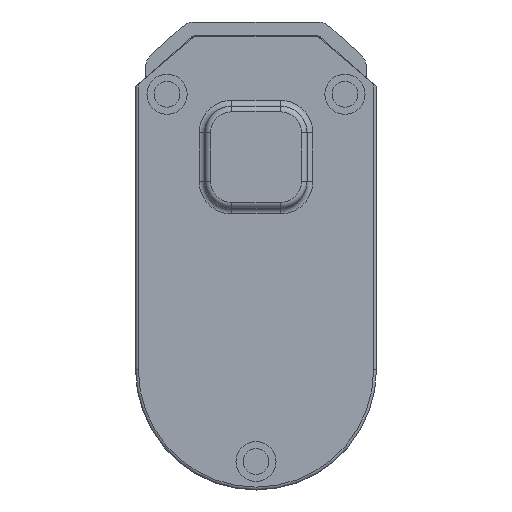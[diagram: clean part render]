
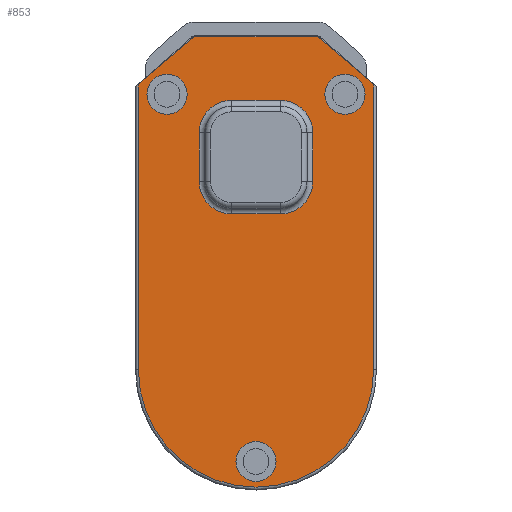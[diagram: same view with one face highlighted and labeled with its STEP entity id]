
A CAD part, front view. The second image highlights one B-rep face of the part: STEP entity #853.
In plain terms, the highlighted planar face has unit normal (0, -1, 0).
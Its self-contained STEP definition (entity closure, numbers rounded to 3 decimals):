
#1=CARTESIAN_POINT('',(4.25,0.,41.25));
#2=DIRECTION('',(0.,-1.,0.));
#3=DIRECTION('',(1.,0.,0.));
#4=AXIS2_PLACEMENT_3D('',#1,#2,#3);
#6=DIRECTION('',(-1.,0.,0.));
#7=VECTOR('',#6,8.5);
#8=CARTESIAN_POINT('',(4.25,0.,46.9));
#9=LINE('',#8,#7);
#10=CARTESIAN_POINT('',(-4.25,0.,41.25));
#11=DIRECTION('',(0.,-1.,0.));
#12=DIRECTION('',(0.,0.,1.));
#13=AXIS2_PLACEMENT_3D('',#10,#11,#12);
#15=DIRECTION('',(0.,0.,-1.));
#16=VECTOR('',#15,8.5);
#17=CARTESIAN_POINT('',(-9.9,0.,41.25));
#18=LINE('',#17,#16);
#19=CARTESIAN_POINT('',(-4.25,0.,32.75));
#20=DIRECTION('',(0.,-1.,0.));
#21=DIRECTION('',(-1.,0.,0.));
#22=AXIS2_PLACEMENT_3D('',#19,#20,#21);
#24=DIRECTION('',(1.,0.,0.));
#25=VECTOR('',#24,8.5);
#26=CARTESIAN_POINT('',(-4.25,0.,27.1));
#27=LINE('',#26,#25);
#28=CARTESIAN_POINT('',(4.25,0.,32.75));
#29=DIRECTION('',(0.,-1.,0.));
#30=DIRECTION('',(0.,0.,-1.));
#31=AXIS2_PLACEMENT_3D('',#28,#29,#30);
#33=DIRECTION('',(0.,0.,1.));
#34=VECTOR('',#33,8.5);
#35=CARTESIAN_POINT('',(9.9,0.,32.75));
#36=LINE('',#35,#34);
#37=CARTESIAN_POINT('',(0.,0.,0.));
#38=DIRECTION('',(0.,-1.,0.));
#39=DIRECTION('',(-1.,0.,0.));
#40=AXIS2_PLACEMENT_3D('',#37,#38,#39);
#42=DIRECTION('',(0.,0.,-1.));
#43=VECTOR('',#42,49.743);
#44=CARTESIAN_POINT('',(-20.5,0.,49.743));
#45=LINE('',#44,#43);
#46=DIRECTION('',(0.762,0.,0.648));
#47=VECTOR('',#46,12.137);
#48=CARTESIAN_POINT('',(-20.5,0.,49.743));
#49=LINE('',#48,#47);
#50=CARTESIAN_POINT('',(-10.491,0.,56.964));
#51=DIRECTION('',(0.,1.,0.));
#52=DIRECTION('',(-0.765,0.,0.644));
#53=AXIS2_PLACEMENT_3D('',#50,#51,#52);
#55=DIRECTION('',(1.,0.,0.));
#56=VECTOR('',#55,20.981);
#57=CARTESIAN_POINT('',(-10.491,0.,57.965));
#58=LINE('',#57,#56);
#59=CARTESIAN_POINT('',(10.491,0.,56.964));
#60=DIRECTION('',(0.,1.,0.));
#61=DIRECTION('',(0.,0.,1.));
#62=AXIS2_PLACEMENT_3D('',#59,#60,#61);
#64=DIRECTION('',(0.762,0.,-0.648));
#65=VECTOR('',#64,12.137);
#66=CARTESIAN_POINT('',(11.257,0.,57.609));
#67=LINE('',#66,#65);
#68=DIRECTION('',(0.,0.,1.));
#69=VECTOR('',#68,49.743);
#70=CARTESIAN_POINT('',(20.5,0.,0.));
#71=LINE('',#70,#69);
#72=CARTESIAN_POINT('',(15.5,0.,47.965));
#73=DIRECTION('',(0.,-1.,0.));
#74=DIRECTION('',(0.,0.,-1.));
#75=AXIS2_PLACEMENT_3D('',#72,#73,#74);
#77=CARTESIAN_POINT('',(15.5,0.,47.965));
#78=DIRECTION('',(0.,-1.,0.));
#79=DIRECTION('',(0.,0.,1.));
#80=AXIS2_PLACEMENT_3D('',#77,#78,#79);
#82=CARTESIAN_POINT('',(-15.5,0.,47.965));
#83=DIRECTION('',(0.,-1.,0.));
#84=DIRECTION('',(0.,0.,-1.));
#85=AXIS2_PLACEMENT_3D('',#82,#83,#84);
#87=CARTESIAN_POINT('',(-15.5,0.,47.965));
#88=DIRECTION('',(0.,-1.,0.));
#89=DIRECTION('',(0.,0.,1.));
#90=AXIS2_PLACEMENT_3D('',#87,#88,#89);
#92=CARTESIAN_POINT('',(0.,0.,-16.035));
#93=DIRECTION('',(0.,-1.,0.));
#94=DIRECTION('',(0.,0.,-1.));
#95=AXIS2_PLACEMENT_3D('',#92,#93,#94);
#97=CARTESIAN_POINT('',(0.,0.,-16.035));
#98=DIRECTION('',(0.,-1.,0.));
#99=DIRECTION('',(0.,0.,1.));
#100=AXIS2_PLACEMENT_3D('',#97,#98,#99);
#424=CARTESIAN_POINT('',(-20.5,0.,49.743));
#628=CARTESIAN_POINT('',(-10.491,0.,57.965));
#629=CARTESIAN_POINT('',(10.491,0.,57.965));
#630=VERTEX_POINT('',#628);
#631=VERTEX_POINT('',#629);
#642=CARTESIAN_POINT('',(9.9,0.,41.25));
#643=CARTESIAN_POINT('',(4.25,0.,46.9));
#644=VERTEX_POINT('',#642);
#645=VERTEX_POINT('',#643);
#650=CARTESIAN_POINT('',(-4.25,0.,46.9));
#651=VERTEX_POINT('',#650);
#654=CARTESIAN_POINT('',(-9.9,0.,41.25));
#655=VERTEX_POINT('',#654);
#658=CARTESIAN_POINT('',(-9.9,0.,32.75));
#659=VERTEX_POINT('',#658);
#662=CARTESIAN_POINT('',(-4.25,0.,27.1));
#663=VERTEX_POINT('',#662);
#666=CARTESIAN_POINT('',(4.25,0.,27.1));
#667=VERTEX_POINT('',#666);
#670=CARTESIAN_POINT('',(9.9,0.,32.75));
#671=VERTEX_POINT('',#670);
#722=CARTESIAN_POINT('',(-20.5,0.,0.));
#723=CARTESIAN_POINT('',(20.5,0.,0.));
#724=VERTEX_POINT('',#722);
#725=VERTEX_POINT('',#723);
#730=CARTESIAN_POINT('',(20.5,0.,49.743));
#731=VERTEX_POINT('',#730);
#746=CARTESIAN_POINT('',(15.5,0.,44.465));
#747=CARTESIAN_POINT('',(15.5,0.,51.465));
#748=VERTEX_POINT('',#746);
#749=VERTEX_POINT('',#747);
#750=CARTESIAN_POINT('',(-15.5,0.,44.465));
#751=CARTESIAN_POINT('',(-15.5,0.,51.465));
#752=VERTEX_POINT('',#750);
#753=VERTEX_POINT('',#751);
#754=CARTESIAN_POINT('',(0.,0.,-19.535));
#755=CARTESIAN_POINT('',(0.,0.,-12.535));
#756=VERTEX_POINT('',#754);
#757=VERTEX_POINT('',#755);
#782=CARTESIAN_POINT('',(-11.257,0.,57.609));
#783=VERTEX_POINT('',#782);
#784=CARTESIAN_POINT('',(11.257,0.,57.609));
#785=VERTEX_POINT('',#784);
#793=VERTEX_POINT('',#424);
#794=CARTESIAN_POINT('',(0.,0.,0.));
#795=DIRECTION('',(0.,1.,0.));
#796=DIRECTION('',(1.,0.,0.));
#797=AXIS2_PLACEMENT_3D('',#794,#795,#796);
#798=PLANE('',#797);
#800=ORIENTED_EDGE('',*,*,#799,.F.);
#802=ORIENTED_EDGE('',*,*,#801,.F.);
#804=ORIENTED_EDGE('',*,*,#803,.T.);
#806=ORIENTED_EDGE('',*,*,#805,.T.);
#808=ORIENTED_EDGE('',*,*,#807,.T.);
#810=ORIENTED_EDGE('',*,*,#809,.T.);
#812=ORIENTED_EDGE('',*,*,#811,.T.);
#814=ORIENTED_EDGE('',*,*,#813,.F.);
#815=EDGE_LOOP('',(#800,#802,#804,#806,#808,#810,#812,#814));
#816=FACE_OUTER_BOUND('',#815,.F.);
#818=ORIENTED_EDGE('',*,*,#817,.T.);
#820=ORIENTED_EDGE('',*,*,#819,.T.);
#822=ORIENTED_EDGE('',*,*,#821,.T.);
#824=ORIENTED_EDGE('',*,*,#823,.T.);
#826=ORIENTED_EDGE('',*,*,#825,.T.);
#828=ORIENTED_EDGE('',*,*,#827,.T.);
#830=ORIENTED_EDGE('',*,*,#829,.T.);
#832=ORIENTED_EDGE('',*,*,#831,.T.);
#833=EDGE_LOOP('',(#818,#820,#822,#824,#826,#828,#830,#832));
#834=FACE_BOUND('',#833,.F.);
#836=ORIENTED_EDGE('',*,*,#835,.T.);
#838=ORIENTED_EDGE('',*,*,#837,.T.);
#839=EDGE_LOOP('',(#836,#838));
#840=FACE_BOUND('',#839,.F.);
#842=ORIENTED_EDGE('',*,*,#841,.T.);
#844=ORIENTED_EDGE('',*,*,#843,.T.);
#845=EDGE_LOOP('',(#842,#844));
#846=FACE_BOUND('',#845,.F.);
#848=ORIENTED_EDGE('',*,*,#847,.T.);
#850=ORIENTED_EDGE('',*,*,#849,.T.);
#851=EDGE_LOOP('',(#848,#850));
#852=FACE_BOUND('',#851,.F.);
#5=CIRCLE('',#4,5.65);
#14=CIRCLE('',#13,5.65);
#23=CIRCLE('',#22,5.65);
#32=CIRCLE('',#31,5.65);
#41=CIRCLE('',#40,20.5);
#54=CIRCLE('',#53,1.001);
#63=CIRCLE('',#62,1.001);
#76=CIRCLE('',#75,3.5);
#81=CIRCLE('',#80,3.5);
#86=CIRCLE('',#85,3.5);
#91=CIRCLE('',#90,3.5);
#96=CIRCLE('',#95,3.5);
#101=CIRCLE('',#100,3.5);
#799=EDGE_CURVE('',#724,#725,#41,.T.);
#801=EDGE_CURVE('',#793,#724,#45,.T.);
#803=EDGE_CURVE('',#793,#783,#49,.T.);
#805=EDGE_CURVE('',#783,#630,#54,.T.);
#807=EDGE_CURVE('',#630,#631,#58,.T.);
#809=EDGE_CURVE('',#631,#785,#63,.T.);
#811=EDGE_CURVE('',#785,#731,#67,.T.);
#813=EDGE_CURVE('',#725,#731,#71,.T.);
#817=EDGE_CURVE('',#644,#645,#5,.T.);
#819=EDGE_CURVE('',#645,#651,#9,.T.);
#821=EDGE_CURVE('',#651,#655,#14,.T.);
#823=EDGE_CURVE('',#655,#659,#18,.T.);
#825=EDGE_CURVE('',#659,#663,#23,.T.);
#827=EDGE_CURVE('',#663,#667,#27,.T.);
#829=EDGE_CURVE('',#667,#671,#32,.T.);
#831=EDGE_CURVE('',#671,#644,#36,.T.);
#835=EDGE_CURVE('',#748,#749,#76,.T.);
#837=EDGE_CURVE('',#749,#748,#81,.T.);
#841=EDGE_CURVE('',#752,#753,#86,.T.);
#843=EDGE_CURVE('',#753,#752,#91,.T.);
#847=EDGE_CURVE('',#756,#757,#96,.T.);
#849=EDGE_CURVE('',#757,#756,#101,.T.);
#853=ADVANCED_FACE('',(#816,#834,#840,#846,#852),#798,.F.);
